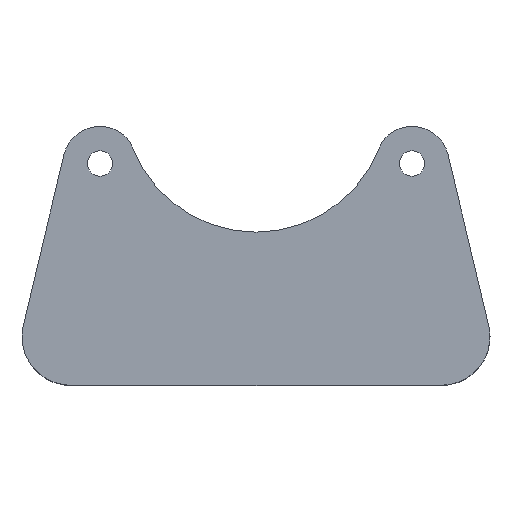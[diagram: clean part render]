
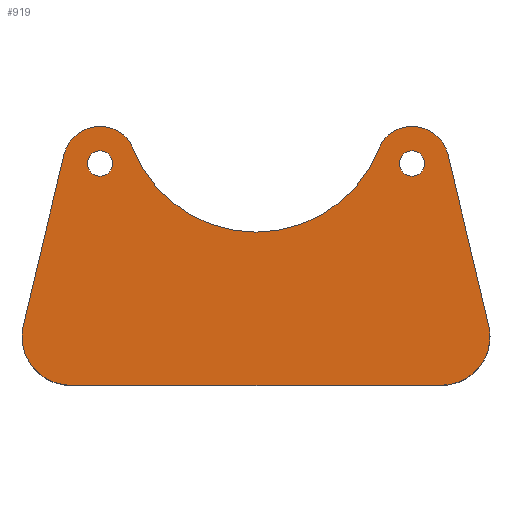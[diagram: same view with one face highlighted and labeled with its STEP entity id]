
A CAD part, top view. The second image highlights one B-rep face of the part: STEP entity #919.
In plain terms, the highlighted planar face has unit normal (0, 0, 1).
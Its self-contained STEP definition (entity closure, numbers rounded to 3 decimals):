
#160 = CIRCLE ( 'NONE', #3542, 10. ) ;
#245 = LINE ( 'NONE', #296, #8950 ) ;
#281 = DIRECTION ( 'NONE',  ( 0., 0., 1. ) ) ;
#296 = CARTESIAN_POINT ( 'NONE',  ( -37.67, 8.986, 5. ) ) ;
#382 = EDGE_LOOP ( 'NONE', ( #7114, #7997, #8257, #6913, #3620, #5786, #764, #4606, #3749, #7467, #8425 ) ) ;
#384 = CARTESIAN_POINT ( 'NONE',  ( 34.6, 0., 5. ) ) ;
#411 = CARTESIAN_POINT ( 'NONE',  ( 0., -45.496, 5. ) ) ;
#449 = CARTESIAN_POINT ( 'NONE',  ( -32., 0., 5. ) ) ;
#451 = DIRECTION ( 'NONE',  ( 1., 0., 0. ) ) ;
#764 = ORIENTED_EDGE ( 'NONE', *, *, #10823, .T. ) ;
#919 = ADVANCED_FACE ( 'NONE', ( #9956, #7260, #10618 ), #3045, .T. ) ;
#948 = EDGE_CURVE ( 'NONE', #8637, #2200, #3761, .T. ) ;
#1061 = CARTESIAN_POINT ( 'NONE',  ( -25.373, 3.373, 5. ) ) ;
#1085 = CIRCLE ( 'NONE', #3942, 2.6 ) ;
#1104 = AXIS2_PLACEMENT_3D ( 'NONE', #6238, #8029, #4540 ) ;
#1215 = VECTOR ( 'NONE', #10680, 1000. ) ;
#1261 = CARTESIAN_POINT ( 'NONE',  ( 38., -45.496, 5. ) ) ;
#1404 = DIRECTION ( 'NONE',  ( 0., 0., 1. ) ) ;
#1623 = CARTESIAN_POINT ( 'NONE',  ( -38., -45.496, 5. ) ) ;
#1666 = VERTEX_POINT ( 'NONE', #1061 ) ;
#1795 = ORIENTED_EDGE ( 'NONE', *, *, #6853, .F. ) ;
#1800 = CARTESIAN_POINT ( 'NONE',  ( -29.4, 0., 5. ) ) ;
#1939 = EDGE_CURVE ( 'NONE', #11055, #9160, #3912, .T. ) ;
#2200 = VERTEX_POINT ( 'NONE', #1261 ) ;
#2364 = VERTEX_POINT ( 'NONE', #4795 ) ;
#2544 = DIRECTION ( 'NONE',  ( 0., 0., 1. ) ) ;
#2597 = EDGE_CURVE ( 'NONE', #2364, #8637, #160, .T. ) ;
#2615 = AXIS2_PLACEMENT_3D ( 'NONE', #449, #8363, #7526 ) ;
#2704 = EDGE_CURVE ( 'NONE', #5002, #6525, #5351, .T. ) ;
#2794 = CIRCLE ( 'NONE', #2974, 2.6 ) ;
#2974 = AXIS2_PLACEMENT_3D ( 'NONE', #9100, #1404, #3975 ) ;
#3045 = PLANE ( 'NONE',  #6778 ) ;
#3319 = CIRCLE ( 'NONE', #8160, 2.6 ) ;
#3425 = DIRECTION ( 'NONE',  ( 1., 0., 0. ) ) ;
#3542 = AXIS2_PLACEMENT_3D ( 'NONE', #9296, #281, #8756 ) ;
#3620 = ORIENTED_EDGE ( 'NONE', *, *, #6700, .T. ) ;
#3749 = ORIENTED_EDGE ( 'NONE', *, *, #948, .T. ) ;
#3761 = LINE ( 'NONE', #411, #1215 ) ;
#3912 = LINE ( 'NONE', #6445, #8943 ) ;
#3942 = AXIS2_PLACEMENT_3D ( 'NONE', #6221, #9645, #7958 ) ;
#3975 = DIRECTION ( 'NONE',  ( 1., 0., 0. ) ) ;
#4013 = CARTESIAN_POINT ( 'NONE',  ( -27.141, 5.844, 5. ) ) ;
#4023 = EDGE_CURVE ( 'NONE', #5281, #5390, #245, .T. ) ;
#4127 = CIRCLE ( 'NONE', #5571, 6. ) ;
#4200 = ORIENTED_EDGE ( 'NONE', *, *, #4424, .F. ) ;
#4216 = DIRECTION ( 'NONE',  ( 0., 0., 1. ) ) ;
#4256 = ORIENTED_EDGE ( 'NONE', *, *, #7482, .F. ) ;
#4424 = EDGE_CURVE ( 'NONE', #7636, #8199, #3319, .T. ) ;
#4540 = DIRECTION ( 'NONE',  ( 1., 0., 0. ) ) ;
#4606 = ORIENTED_EDGE ( 'NONE', *, *, #2597, .T. ) ;
#4773 = CARTESIAN_POINT ( 'NONE',  ( 32., 0., 5. ) ) ;
#4795 = CARTESIAN_POINT ( 'NONE',  ( -48., -35.496, 5. ) ) ;
#4905 = DIRECTION ( 'NONE',  ( 1., 0., 0. ) ) ;
#5002 = VERTEX_POINT ( 'NONE', #9884 ) ;
#5212 = DIRECTION ( 'NONE',  ( 0., 0., 1. ) ) ;
#5236 = EDGE_CURVE ( 'NONE', #2200, #9160, #11025, .T. ) ;
#5257 = EDGE_CURVE ( 'NONE', #1666, #6751, #6011, .T. ) ;
#5281 = VERTEX_POINT ( 'NONE', #7058 ) ;
#5351 = CIRCLE ( 'NONE', #5904, 2.6 ) ;
#5390 = VERTEX_POINT ( 'NONE', #6898 ) ;
#5544 = CARTESIAN_POINT ( 'NONE',  ( 47.727, -33.176, 5. ) ) ;
#5571 = AXIS2_PLACEMENT_3D ( 'NONE', #9346, #4216, #4905 ) ;
#5786 = ORIENTED_EDGE ( 'NONE', *, *, #4023, .T. ) ;
#5904 = AXIS2_PLACEMENT_3D ( 'NONE', #7858, #8809, #8495 ) ;
#6011 = CIRCLE ( 'NONE', #6728, 27.164 ) ;
#6112 = EDGE_LOOP ( 'NONE', ( #8406, #4256 ) ) ;
#6219 = VERTEX_POINT ( 'NONE', #10441 ) ;
#6221 = CARTESIAN_POINT ( 'NONE',  ( -32., 0., 5. ) ) ;
#6238 = CARTESIAN_POINT ( 'NONE',  ( -38., -35.496, 5. ) ) ;
#6301 = DIRECTION ( 'NONE',  ( -0.232, -0.973, 0. ) ) ;
#6445 = CARTESIAN_POINT ( 'NONE',  ( 37.67, 8.986, 5. ) ) ;
#6525 = VERTEX_POINT ( 'NONE', #1800 ) ;
#6678 = CARTESIAN_POINT ( 'NONE',  ( 25.373, 3.373, 5. ) ) ;
#6700 = EDGE_CURVE ( 'NONE', #9446, #5281, #11049, .T. ) ;
#6728 = AXIS2_PLACEMENT_3D ( 'NONE', #7953, #10480, #7740 ) ;
#6751 = VERTEX_POINT ( 'NONE', #6678 ) ;
#6778 = AXIS2_PLACEMENT_3D ( 'NONE', #8157, #7985, #7374 ) ;
#6853 = EDGE_CURVE ( 'NONE', #8199, #7636, #2794, .T. ) ;
#6866 = DIRECTION ( 'NONE',  ( 1., 0., 0. ) ) ;
#6898 = CARTESIAN_POINT ( 'NONE',  ( -47.727, -33.176, 5. ) ) ;
#6913 = ORIENTED_EDGE ( 'NONE', *, *, #8221, .T. ) ;
#7058 = CARTESIAN_POINT ( 'NONE',  ( -39.393, 1.763, 5. ) ) ;
#7110 = CARTESIAN_POINT ( 'NONE',  ( 38., -35.496, 5. ) ) ;
#7114 = ORIENTED_EDGE ( 'NONE', *, *, #10544, .T. ) ;
#7196 = CIRCLE ( 'NONE', #9366, 7.6 ) ;
#7260 = FACE_BOUND ( 'NONE', #10775, .T. ) ;
#7263 = CARTESIAN_POINT ( 'NONE',  ( 29.4, 0., 5. ) ) ;
#7374 = DIRECTION ( 'NONE',  ( 1., 0., 0. ) ) ;
#7467 = ORIENTED_EDGE ( 'NONE', *, *, #5236, .T. ) ;
#7480 = CARTESIAN_POINT ( 'NONE',  ( 32., 0., 5. ) ) ;
#7482 = EDGE_CURVE ( 'NONE', #6525, #5002, #1085, .T. ) ;
#7526 = DIRECTION ( 'NONE',  ( 1., 0., 0. ) ) ;
#7566 = CIRCLE ( 'NONE', #1104, 10. ) ;
#7636 = VERTEX_POINT ( 'NONE', #384 ) ;
#7740 = DIRECTION ( 'NONE',  ( 1., 0., 0. ) ) ;
#7799 = AXIS2_PLACEMENT_3D ( 'NONE', #7110, #5212, #8688 ) ;
#7858 = CARTESIAN_POINT ( 'NONE',  ( -32., 0., 5. ) ) ;
#7909 = EDGE_CURVE ( 'NONE', #6219, #6751, #4127, .T. ) ;
#7953 = CARTESIAN_POINT ( 'NONE',  ( 0., 13.074, 5. ) ) ;
#7958 = DIRECTION ( 'NONE',  ( 1., 0., 0. ) ) ;
#7985 = DIRECTION ( 'NONE',  ( 0., 0., 1. ) ) ;
#7997 = ORIENTED_EDGE ( 'NONE', *, *, #7909, .T. ) ;
#8029 = DIRECTION ( 'NONE',  ( 0., 0., 1. ) ) ;
#8157 = CARTESIAN_POINT ( 'NONE',  ( 0., 0., 5. ) ) ;
#8160 = AXIS2_PLACEMENT_3D ( 'NONE', #7480, #2544, #3425 ) ;
#8199 = VERTEX_POINT ( 'NONE', #7263 ) ;
#8221 = EDGE_CURVE ( 'NONE', #1666, #9446, #10407, .T. ) ;
#8254 = DIRECTION ( 'NONE',  ( 0., 0., 1. ) ) ;
#8257 = ORIENTED_EDGE ( 'NONE', *, *, #5257, .F. ) ;
#8363 = DIRECTION ( 'NONE',  ( 0., 0., 1. ) ) ;
#8386 = DIRECTION ( 'NONE',  ( 0., 0., 1. ) ) ;
#8406 = ORIENTED_EDGE ( 'NONE', *, *, #2704, .F. ) ;
#8425 = ORIENTED_EDGE ( 'NONE', *, *, #1939, .F. ) ;
#8495 = DIRECTION ( 'NONE',  ( 1., 0., 0. ) ) ;
#8637 = VERTEX_POINT ( 'NONE', #1623 ) ;
#8688 = DIRECTION ( 'NONE',  ( 1., 0., 0. ) ) ;
#8756 = DIRECTION ( 'NONE',  ( 1., 0., 0. ) ) ;
#8809 = DIRECTION ( 'NONE',  ( 0., 0., 1. ) ) ;
#8943 = VECTOR ( 'NONE', #9929, 1000. ) ;
#8950 = VECTOR ( 'NONE', #6301, 1000. ) ;
#9100 = CARTESIAN_POINT ( 'NONE',  ( 32., 0., 5. ) ) ;
#9160 = VERTEX_POINT ( 'NONE', #5544 ) ;
#9167 = AXIS2_PLACEMENT_3D ( 'NONE', #10235, #8386, #6866 ) ;
#9296 = CARTESIAN_POINT ( 'NONE',  ( -38., -35.496, 5. ) ) ;
#9346 = CARTESIAN_POINT ( 'NONE',  ( 30.977, 1.23, 5. ) ) ;
#9366 = AXIS2_PLACEMENT_3D ( 'NONE', #4773, #8254, #451 ) ;
#9446 = VERTEX_POINT ( 'NONE', #4013 ) ;
#9645 = DIRECTION ( 'NONE',  ( 0., 0., 1. ) ) ;
#9884 = CARTESIAN_POINT ( 'NONE',  ( -34.6, 0., 5. ) ) ;
#9929 = DIRECTION ( 'NONE',  ( 0.232, -0.973, 0. ) ) ;
#9956 = FACE_OUTER_BOUND ( 'NONE', #382, .T. ) ;
#10235 = CARTESIAN_POINT ( 'NONE',  ( -30.977, 1.23, 5. ) ) ;
#10407 = CIRCLE ( 'NONE', #9167, 6. ) ;
#10441 = CARTESIAN_POINT ( 'NONE',  ( 27.141, 5.844, 5. ) ) ;
#10480 = DIRECTION ( 'NONE',  ( 0., 0., 1. ) ) ;
#10544 = EDGE_CURVE ( 'NONE', #11055, #6219, #7196, .T. ) ;
#10618 = FACE_BOUND ( 'NONE', #6112, .T. ) ;
#10680 = DIRECTION ( 'NONE',  ( 1., 0., 0. ) ) ;
#10775 = EDGE_LOOP ( 'NONE', ( #1795, #4200 ) ) ;
#10823 = EDGE_CURVE ( 'NONE', #5390, #2364, #7566, .T. ) ;
#10951 = CARTESIAN_POINT ( 'NONE',  ( 39.393, 1.763, 5. ) ) ;
#11025 = CIRCLE ( 'NONE', #7799, 10. ) ;
#11049 = CIRCLE ( 'NONE', #2615, 7.6 ) ;
#11055 = VERTEX_POINT ( 'NONE', #10951 ) ;
